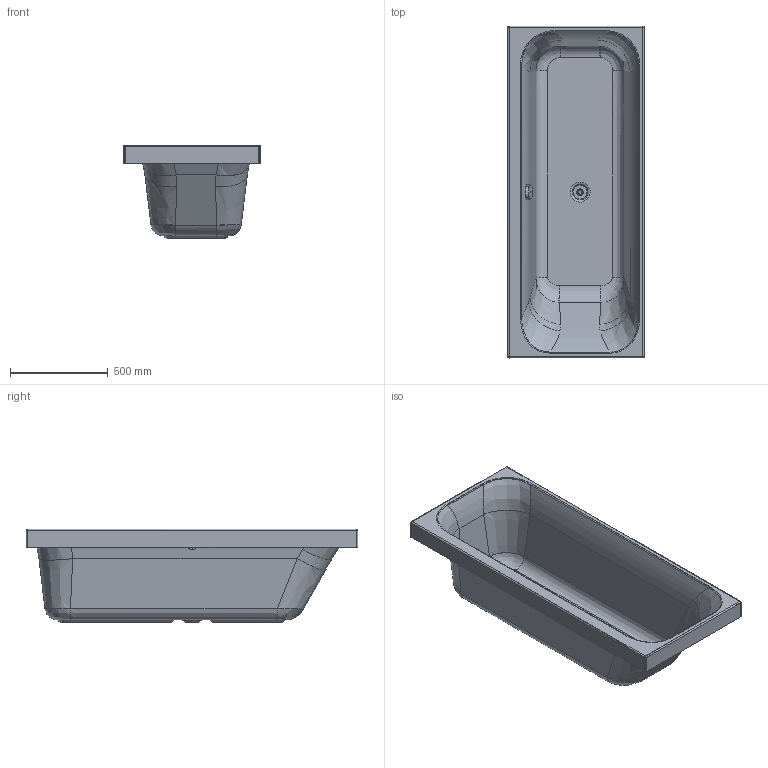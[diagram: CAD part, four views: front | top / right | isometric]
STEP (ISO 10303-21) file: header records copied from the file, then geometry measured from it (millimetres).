
FILE_DESCRIPTION((''),'2;1');
FILE_NAME('700311.stp','2013-06-03T14:41:32',('Administrator'),(''),'Autodesk Inventor 2011','Autodesk Inventor 2011','');
FILE_SCHEMA(('CONFIG_CONTROL_DESIGN'));
Length unit declared in the file: millimetre
Products named in the file (4): 700311; Stopfen; Verschluss_Ueberlauf
Assembly tree (3 placements, depth 2):
  700311
    700311
    Stopfen
    Verschluss_Ueberlauf
Bounding box: 700.22 x 1700.09 x 480 mm (x, y, z)
Volume: 18472920.6 mm3; surface area: 6415443.4 mm2
Topology: 5 solids, 5 shells, 311 faces, 788 edges, 471 vertices
Faces by surface type: plane 125, cylinder 89, bspline 70, sphere 11, cone 9, torus 7
Full cylindrical faces by diameter (mm): 9.2 x1, 13 x1, 14.5 x1, 24 x1, 29.2 x1, 32 x2, 52 x1, 72 x1
Entity records: 20851 total; most frequent: CARTESIAN_POINT 13502, ORIENTED_EDGE 1494, DIRECTION 1325, EDGE_CURVE 747, AXIS2_PLACEMENT_3D 496, VERTEX_POINT 457, EDGE_LOOP 346, VECTOR 333
